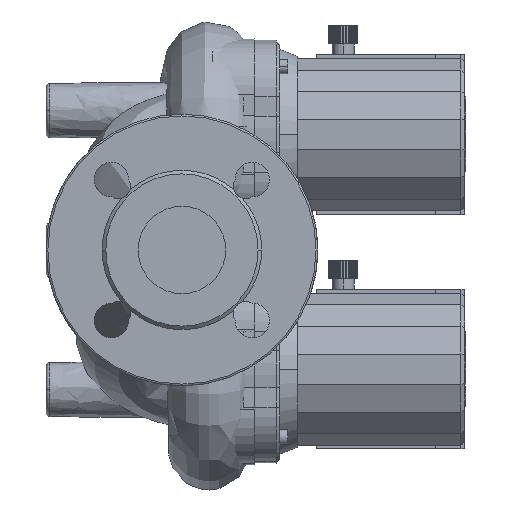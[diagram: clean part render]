
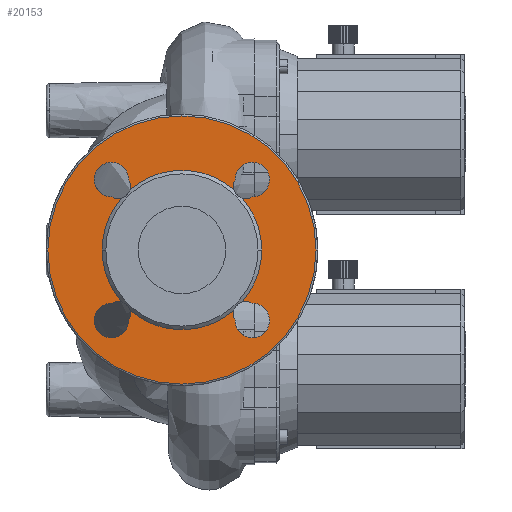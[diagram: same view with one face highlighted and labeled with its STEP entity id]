
A CAD part, left-side view. The second image highlights one B-rep face of the part: STEP entity #20153.
In plain terms, the highlighted planar face has unit normal (-1, 0, 0).
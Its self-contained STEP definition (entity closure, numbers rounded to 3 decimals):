
#19605=CARTESIAN_POINT('',(2.,44.0,0.0));
#19606=VERTEX_POINT('',#19605);
#19615=CARTESIAN_POINT('',(2.,33.411,-28.631));
#19616=VERTEX_POINT('',#19615);
#19617=CARTESIAN_POINT('',(2.,0.0,0.0));
#19618=DIRECTION('',(1.0,0.0,0.0));
#19619=DIRECTION('',(0.0,1.0,0.0));
#19620=AXIS2_PLACEMENT_3D('',#19617,#19618,#19619);
#19621=CIRCLE('',#19620,44.0);
#19622=EDGE_CURVE('',#19616,#19606,#19621,.T.);
#19624=CARTESIAN_POINT('',(2.,28.631,-33.411));
#19625=VERTEX_POINT('',#19624);
#19639=CARTESIAN_POINT('',(2.,-28.631,-33.411));
#19640=VERTEX_POINT('',#19639);
#19641=CARTESIAN_POINT('',(2.,0.0,0.0));
#19642=DIRECTION('',(1.0,0.0,0.0));
#19643=DIRECTION('',(0.0,1.0,0.0));
#19644=AXIS2_PLACEMENT_3D('',#19641,#19642,#19643);
#19645=CIRCLE('',#19644,44.0);
#19646=EDGE_CURVE('',#19640,#19625,#19645,.T.);
#19648=CARTESIAN_POINT('',(2.,-33.411,-28.631));
#19649=VERTEX_POINT('',#19648);
#19663=CARTESIAN_POINT('',(2.,-44.0,0.));
#19664=VERTEX_POINT('',#19663);
#19665=CARTESIAN_POINT('',(2.,0.0,0.0));
#19666=DIRECTION('',(1.0,0.0,0.0));
#19667=DIRECTION('',(0.0,1.0,0.0));
#19668=AXIS2_PLACEMENT_3D('',#19665,#19666,#19667);
#19669=CIRCLE('',#19668,44.0);
#19670=EDGE_CURVE('',#19664,#19649,#19669,.T.);
#19697=CARTESIAN_POINT('',(2.,0.0,-74.0));
#19698=VERTEX_POINT('',#19697);
#19724=CARTESIAN_POINT('',(2.,0.,74.0));
#19725=VERTEX_POINT('',#19724);
#19733=CARTESIAN_POINT('',(2.,0.0,0.0));
#19734=DIRECTION('',(1.0,0.0,0.0));
#19735=DIRECTION('',(0.0,-1.0,0.0));
#19736=AXIS2_PLACEMENT_3D('',#19733,#19734,#19735);
#19737=CIRCLE('',#19736,74.0);
#19738=EDGE_CURVE('',#19725,#19698,#19737,.T.);
#19987=CARTESIAN_POINT('',(2.,74.0,0.0));
#19988=VERTEX_POINT('',#19987);
#19989=CARTESIAN_POINT('',(2.,0.0,0.0));
#19990=DIRECTION('',(1.0,0.0,0.0));
#19991=DIRECTION('',(0.0,-1.0,0.0));
#19992=AXIS2_PLACEMENT_3D('',#19989,#19990,#19991);
#19993=CIRCLE('',#19992,74.0);
#19994=EDGE_CURVE('',#19698,#19988,#19993,.T.);
#19996=CARTESIAN_POINT('',(2.,0.0,0.0));
#19997=DIRECTION('',(1.0,0.0,0.0));
#19998=DIRECTION('',(0.0,-1.0,0.0));
#19999=AXIS2_PLACEMENT_3D('',#19996,#19997,#19998);
#20000=CIRCLE('',#19999,74.0);
#20001=EDGE_CURVE('',#19988,#19725,#20000,.T.);
#20009=CARTESIAN_POINT('',(2.,59.5,0.0));
#20010=DIRECTION('',(-1.0,0.0,0.0));
#20011=DIRECTION('',(0.0,0.0,1.0));
#20012=AXIS2_PLACEMENT_3D('',#20009,#20010,#20011);
#20013=PLANE('',#20012);
#20014=ORIENTED_EDGE('',*,*,#20001,.F.);
#20015=ORIENTED_EDGE('',*,*,#19994,.F.);
#20016=ORIENTED_EDGE('',*,*,#19738,.F.);
#20017=EDGE_LOOP('',(#20014,#20015,#20016));
#20018=FACE_OUTER_BOUND('',#20017,.T.);
#20019=CARTESIAN_POINT('',(2.,-29.392,-39.021));
#20020=VERTEX_POINT('',#20019);
#20021=CARTESIAN_POINT('',(2.,-35.355,-35.355));
#20022=DIRECTION('',(1.0,0.0,0.0));
#20023=DIRECTION('',(0.0,-1.0,0.0));
#20024=AXIS2_PLACEMENT_3D('',#20021,#20022,#20023);
#20025=CIRCLE('',#20024,7.);
#20026=EDGE_CURVE('',#20020,#19640,#20025,.T.);
#20027=ORIENTED_EDGE('',*,*,#20026,.T.);
#20028=ORIENTED_EDGE('',*,*,#19646,.T.);
#20029=CARTESIAN_POINT('',(2.,29.392,-39.021));
#20030=VERTEX_POINT('',#20029);
#20031=CARTESIAN_POINT('',(2.,35.355,-35.355));
#20032=DIRECTION('',(1.0,0.0,0.0));
#20033=DIRECTION('',(0.0,0.0,-1.0));
#20034=AXIS2_PLACEMENT_3D('',#20031,#20032,#20033);
#20035=CIRCLE('',#20034,7.);
#20036=EDGE_CURVE('',#19625,#20030,#20035,.T.);
#20037=ORIENTED_EDGE('',*,*,#20036,.T.);
#20038=CARTESIAN_POINT('',(2.,39.021,-29.392));
#20039=VERTEX_POINT('',#20038);
#20040=CARTESIAN_POINT('',(2.,38.891,-38.891));
#20041=DIRECTION('',(1.0,0.0,0.0));
#20042=DIRECTION('',(0.0,0.0,-1.0));
#20043=AXIS2_PLACEMENT_3D('',#20040,#20041,#20042);
#20044=CIRCLE('',#20043,9.5);
#20045=EDGE_CURVE('',#20030,#20039,#20044,.T.);
#20046=ORIENTED_EDGE('',*,*,#20045,.T.);
#20047=CARTESIAN_POINT('',(2.,35.355,-35.355));
#20048=DIRECTION('',(1.0,0.0,0.0));
#20049=DIRECTION('',(0.0,0.0,-1.0));
#20050=AXIS2_PLACEMENT_3D('',#20047,#20048,#20049);
#20051=CIRCLE('',#20050,7.);
#20052=EDGE_CURVE('',#20039,#19616,#20051,.T.);
#20053=ORIENTED_EDGE('',*,*,#20052,.T.);
#20054=ORIENTED_EDGE('',*,*,#19622,.T.);
#20055=CARTESIAN_POINT('',(2.,33.411,28.631));
#20056=VERTEX_POINT('',#20055);
#20057=CARTESIAN_POINT('',(2.,0.0,0.0));
#20058=DIRECTION('',(1.0,0.0,0.0));
#20059=DIRECTION('',(0.0,1.0,0.0));
#20060=AXIS2_PLACEMENT_3D('',#20057,#20058,#20059);
#20061=CIRCLE('',#20060,44.0);
#20062=EDGE_CURVE('',#19606,#20056,#20061,.T.);
#20063=ORIENTED_EDGE('',*,*,#20062,.T.);
#20064=CARTESIAN_POINT('',(2.,39.021,29.392));
#20065=VERTEX_POINT('',#20064);
#20066=CARTESIAN_POINT('',(2.,35.355,35.355));
#20067=DIRECTION('',(1.0,0.0,0.0));
#20068=DIRECTION('',(0.0,1.0,0.0));
#20069=AXIS2_PLACEMENT_3D('',#20066,#20067,#20068);
#20070=CIRCLE('',#20069,7.);
#20071=EDGE_CURVE('',#20056,#20065,#20070,.T.);
#20072=ORIENTED_EDGE('',*,*,#20071,.T.);
#20073=CARTESIAN_POINT('',(2.,29.392,39.021));
#20074=VERTEX_POINT('',#20073);
#20075=CARTESIAN_POINT('',(2.,38.891,38.891));
#20076=DIRECTION('',(1.0,0.0,0.0));
#20077=DIRECTION('',(0.0,1.0,0.0));
#20078=AXIS2_PLACEMENT_3D('',#20075,#20076,#20077);
#20079=CIRCLE('',#20078,9.5);
#20080=EDGE_CURVE('',#20065,#20074,#20079,.T.);
#20081=ORIENTED_EDGE('',*,*,#20080,.T.);
#20082=CARTESIAN_POINT('',(2.,28.631,33.411));
#20083=VERTEX_POINT('',#20082);
#20084=CARTESIAN_POINT('',(2.,35.355,35.355));
#20085=DIRECTION('',(1.0,0.0,0.0));
#20086=DIRECTION('',(0.0,1.0,0.0));
#20087=AXIS2_PLACEMENT_3D('',#20084,#20085,#20086);
#20088=CIRCLE('',#20087,7.);
#20089=EDGE_CURVE('',#20074,#20083,#20088,.T.);
#20090=ORIENTED_EDGE('',*,*,#20089,.T.);
#20091=CARTESIAN_POINT('',(2.,-28.631,33.411));
#20092=VERTEX_POINT('',#20091);
#20093=CARTESIAN_POINT('',(2.,0.0,0.0));
#20094=DIRECTION('',(1.0,0.0,0.0));
#20095=DIRECTION('',(0.0,1.0,0.0));
#20096=AXIS2_PLACEMENT_3D('',#20093,#20094,#20095);
#20097=CIRCLE('',#20096,44.0);
#20098=EDGE_CURVE('',#20083,#20092,#20097,.T.);
#20099=ORIENTED_EDGE('',*,*,#20098,.T.);
#20100=CARTESIAN_POINT('',(2.,-29.392,39.021));
#20101=VERTEX_POINT('',#20100);
#20102=CARTESIAN_POINT('',(2.,-35.355,35.355));
#20103=DIRECTION('',(1.0,0.0,0.0));
#20104=DIRECTION('',(0.0,0.0,1.0));
#20105=AXIS2_PLACEMENT_3D('',#20102,#20103,#20104);
#20106=CIRCLE('',#20105,7.);
#20107=EDGE_CURVE('',#20092,#20101,#20106,.T.);
#20108=ORIENTED_EDGE('',*,*,#20107,.T.);
#20109=CARTESIAN_POINT('',(2.,-39.021,29.392));
#20110=VERTEX_POINT('',#20109);
#20111=CARTESIAN_POINT('',(2.,-38.891,38.891));
#20112=DIRECTION('',(1.0,0.0,0.0));
#20113=DIRECTION('',(0.0,0.0,1.0));
#20114=AXIS2_PLACEMENT_3D('',#20111,#20112,#20113);
#20115=CIRCLE('',#20114,9.5);
#20116=EDGE_CURVE('',#20101,#20110,#20115,.T.);
#20117=ORIENTED_EDGE('',*,*,#20116,.T.);
#20118=CARTESIAN_POINT('',(2.,-33.411,28.631));
#20119=VERTEX_POINT('',#20118);
#20120=CARTESIAN_POINT('',(2.,-35.355,35.355));
#20121=DIRECTION('',(1.0,0.0,0.0));
#20122=DIRECTION('',(0.0,0.0,1.0));
#20123=AXIS2_PLACEMENT_3D('',#20120,#20121,#20122);
#20124=CIRCLE('',#20123,7.);
#20125=EDGE_CURVE('',#20110,#20119,#20124,.T.);
#20126=ORIENTED_EDGE('',*,*,#20125,.T.);
#20127=CARTESIAN_POINT('',(2.,0.0,0.0));
#20128=DIRECTION('',(1.0,0.0,0.0));
#20129=DIRECTION('',(0.0,1.0,0.0));
#20130=AXIS2_PLACEMENT_3D('',#20127,#20128,#20129);
#20131=CIRCLE('',#20130,44.0);
#20132=EDGE_CURVE('',#20119,#19664,#20131,.T.);
#20133=ORIENTED_EDGE('',*,*,#20132,.T.);
#20134=ORIENTED_EDGE('',*,*,#19670,.T.);
#20135=CARTESIAN_POINT('',(2.,-39.021,-29.392));
#20136=VERTEX_POINT('',#20135);
#20137=CARTESIAN_POINT('',(2.,-35.355,-35.355));
#20138=DIRECTION('',(1.0,0.0,0.0));
#20139=DIRECTION('',(0.0,-1.0,0.0));
#20140=AXIS2_PLACEMENT_3D('',#20137,#20138,#20139);
#20141=CIRCLE('',#20140,7.);
#20142=EDGE_CURVE('',#19649,#20136,#20141,.T.);
#20143=ORIENTED_EDGE('',*,*,#20142,.T.);
#20144=CARTESIAN_POINT('',(2.,-38.891,-38.891));
#20145=DIRECTION('',(1.0,0.0,0.0));
#20146=DIRECTION('',(0.0,-1.0,0.0));
#20147=AXIS2_PLACEMENT_3D('',#20144,#20145,#20146);
#20148=CIRCLE('',#20147,9.5);
#20149=EDGE_CURVE('',#20136,#20020,#20148,.T.);
#20150=ORIENTED_EDGE('',*,*,#20149,.T.);
#20151=EDGE_LOOP('',(#20027,#20028,#20037,#20046,#20053,#20054,#20063,#20072,#20081,#20090,#20099,#20108,#20117,#20126,#20133,#20134,#20143,#20150));
#20152=FACE_BOUND('',#20151,.T.);
#20153=ADVANCED_FACE('',(#20018,#20152),#20013,.T.);
